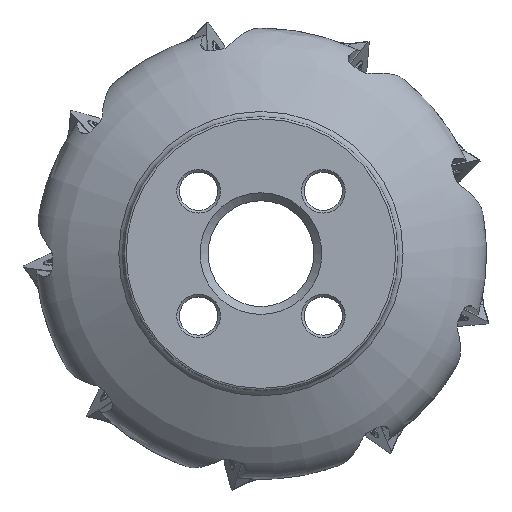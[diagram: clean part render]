
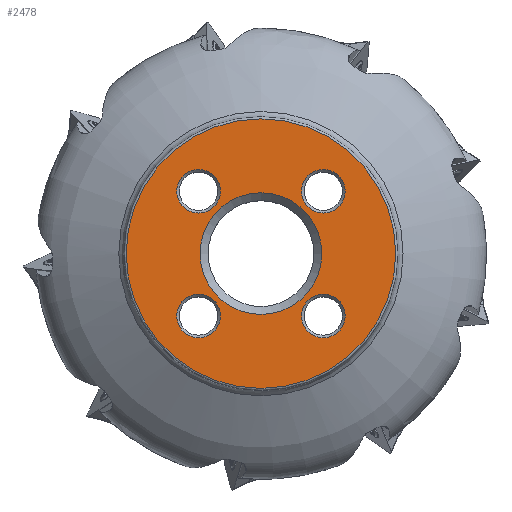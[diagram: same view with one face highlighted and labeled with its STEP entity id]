
A CAD part, top view. The second image highlights one B-rep face of the part: STEP entity #2478.
In plain terms, the highlighted planar face has unit normal (0, 0, 1).
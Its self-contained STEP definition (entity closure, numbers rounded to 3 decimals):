
#437=PLANE('',#11486);
#2478=ADVANCED_FACE('',(#3635,#3636,#3637,#3638,#3639,#3640),#437,.T.);
#3635=FACE_BOUND('',#3944,.T.);
#3636=FACE_BOUND('',#3945,.T.);
#3637=FACE_BOUND('',#3946,.T.);
#3638=FACE_BOUND('',#3947,.T.);
#3639=FACE_BOUND('',#3948,.T.);
#3640=FACE_BOUND('',#3949,.T.);
#3944=EDGE_LOOP('',(#5166));
#3945=EDGE_LOOP('',(#5167));
#3946=EDGE_LOOP('',(#5168));
#3947=EDGE_LOOP('',(#5169));
#3948=EDGE_LOOP('',(#5170));
#3949=EDGE_LOOP('',(#5171));
#5166=ORIENTED_EDGE('',*,*,#9438,.F.);
#5167=ORIENTED_EDGE('',*,*,#9439,.F.);
#5168=ORIENTED_EDGE('',*,*,#9440,.F.);
#5169=ORIENTED_EDGE('',*,*,#9441,.F.);
#5170=ORIENTED_EDGE('',*,*,#9442,.F.);
#5171=ORIENTED_EDGE('',*,*,#9443,.T.);
#8270=VERTEX_POINT('',#18566);
#8271=VERTEX_POINT('',#18568);
#8272=VERTEX_POINT('',#18570);
#8273=VERTEX_POINT('',#18572);
#8274=VERTEX_POINT('',#18574);
#8275=VERTEX_POINT('',#18576);
#9438=EDGE_CURVE('',#8270,#8270,#10693,.T.);
#9439=EDGE_CURVE('',#8271,#8271,#10694,.T.);
#9440=EDGE_CURVE('',#8272,#8272,#10695,.T.);
#9441=EDGE_CURVE('',#8273,#8273,#10696,.T.);
#9442=EDGE_CURVE('',#8274,#8274,#10697,.T.);
#9443=EDGE_CURVE('',#8275,#8275,#10698,.T.);
#10693=CIRCLE('',#11480,23.006);
#10694=CIRCLE('',#11481,8.25);
#10695=CIRCLE('',#11482,8.25);
#10696=CIRCLE('',#11483,8.25);
#10697=CIRCLE('',#11484,8.25);
#10698=CIRCLE('',#11485,50.95);
#11480=AXIS2_PLACEMENT_3D('',#18565,#12982,#12983);
#11481=AXIS2_PLACEMENT_3D('',#18567,#12984,#12985);
#11482=AXIS2_PLACEMENT_3D('',#18569,#12986,#12987);
#11483=AXIS2_PLACEMENT_3D('',#18571,#12988,#12989);
#11484=AXIS2_PLACEMENT_3D('',#18573,#12990,#12991);
#11485=AXIS2_PLACEMENT_3D('',#18575,#12992,#12993);
#11486=AXIS2_PLACEMENT_3D('',#18577,#12994,#12995);
#12982=DIRECTION('',(0.,0.,1.));
#12983=DIRECTION('',(0.,1.,0.));
#12984=DIRECTION('',(0.,0.,1.));
#12985=DIRECTION('',(0.,1.,0.));
#12986=DIRECTION('',(0.,0.,1.));
#12987=DIRECTION('',(0.,1.,0.));
#12988=DIRECTION('',(0.,0.,1.));
#12989=DIRECTION('',(0.,1.,0.));
#12990=DIRECTION('',(0.,0.,1.));
#12991=DIRECTION('',(0.,1.,0.));
#12992=DIRECTION('',(0.,0.,1.));
#12993=DIRECTION('',(0.,1.,0.));
#12994=DIRECTION('',(0.,0.,1.));
#12995=DIRECTION('',(0.,1.,0.));
#18565=CARTESIAN_POINT('',(0.,0.,0.));
#18566=CARTESIAN_POINT('',(0.,23.006,0.));
#18567=CARTESIAN_POINT('',(-23.582,23.582,0.));
#18568=CARTESIAN_POINT('',(-23.582,31.832,0.));
#18569=CARTESIAN_POINT('',(-23.582,-23.582,0.));
#18570=CARTESIAN_POINT('',(-23.582,-15.332,0.));
#18571=CARTESIAN_POINT('',(23.582,-23.582,0.));
#18572=CARTESIAN_POINT('',(23.582,-15.332,0.));
#18573=CARTESIAN_POINT('',(23.582,23.582,0.));
#18574=CARTESIAN_POINT('',(23.582,31.832,0.));
#18575=CARTESIAN_POINT('',(0.,0.,0.));
#18576=CARTESIAN_POINT('',(0.,50.95,0.));
#18577=CARTESIAN_POINT('',(0.,0.,0.));
